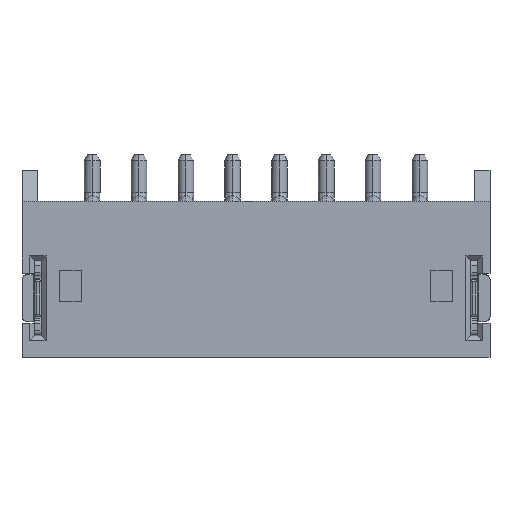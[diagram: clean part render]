
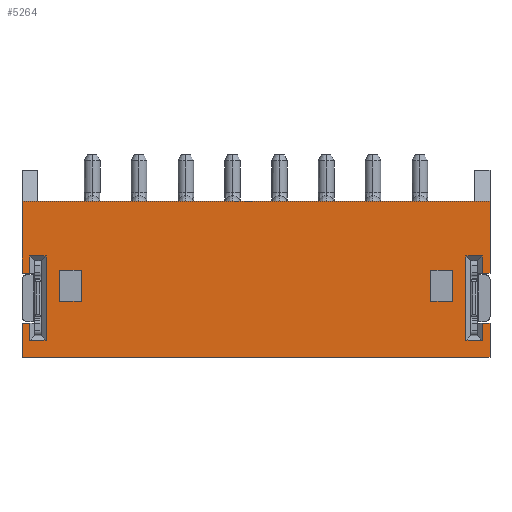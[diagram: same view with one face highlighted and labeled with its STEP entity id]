
A CAD part, front view. The second image highlights one B-rep face of the part: STEP entity #5264.
In plain terms, the highlighted planar face has unit normal (0, -1, 0).
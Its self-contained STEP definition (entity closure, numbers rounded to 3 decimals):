
#2057=CARTESIAN_POINT('',(7.25,-1.85,-1.9));
#2058=VERTEX_POINT('',#2057);
#2065=CARTESIAN_POINT('',(7.5,-1.85,-1.9));
#2066=VERTEX_POINT('',#2065);
#2067=CARTESIAN_POINT('',(7.25,-1.85,-1.9));
#2068=DIRECTION('',(1.,0.,0.));
#2069=VECTOR('',#2068,0.25);
#2070=LINE('',#2067,#2069);
#2071=EDGE_CURVE('',#2058,#2066,#2070,.T.);
#2105=CARTESIAN_POINT('',(-7.5,-1.85,-1.9));
#2106=VERTEX_POINT('',#2105);
#2113=CARTESIAN_POINT('',(-7.25,-1.85,-1.9));
#2114=VERTEX_POINT('',#2113);
#2115=CARTESIAN_POINT('',(-7.5,-1.85,-1.9));
#2116=DIRECTION('',(1.,0.,0.));
#2117=VECTOR('',#2116,0.25);
#2118=LINE('',#2115,#2117);
#2119=EDGE_CURVE('',#2106,#2114,#2118,.T.);
#3771=CARTESIAN_POINT('',(7.5,-1.85,-0.3));
#3772=VERTEX_POINT('',#3771);
#3779=CARTESIAN_POINT('',(7.25,-1.85,-0.3));
#3780=VERTEX_POINT('',#3779);
#3781=CARTESIAN_POINT('',(7.5,-1.85,-0.3));
#3782=DIRECTION('',(-1.,0.,0.));
#3783=VECTOR('',#3782,0.25);
#3784=LINE('',#3781,#3783);
#3785=EDGE_CURVE('',#3772,#3780,#3784,.T.);
#3844=CARTESIAN_POINT('',(-7.25,-1.85,-0.3));
#3845=VERTEX_POINT('',#3844);
#3852=CARTESIAN_POINT('',(-7.5,-1.85,-0.3));
#3853=VERTEX_POINT('',#3852);
#3854=CARTESIAN_POINT('',(-7.25,-1.85,-0.3));
#3855=DIRECTION('',(-1.,0.,0.));
#3856=VECTOR('',#3855,0.25);
#3857=LINE('',#3854,#3856);
#3858=EDGE_CURVE('',#3845,#3853,#3857,.T.);
#4011=CARTESIAN_POINT('',(7.5,-1.85,-3.));
#4012=VERTEX_POINT('',#4011);
#4013=CARTESIAN_POINT('',(7.5,-1.85,-1.9));
#4014=DIRECTION('',(0.,0.,-1.));
#4015=VECTOR('',#4014,1.1);
#4016=LINE('',#4013,#4015);
#4017=EDGE_CURVE('',#2066,#4012,#4016,.T.);
#4033=CARTESIAN_POINT('',(-7.5,-1.85,-3.));
#4034=VERTEX_POINT('',#4033);
#4041=CARTESIAN_POINT('',(-7.5,-1.85,-3.));
#4042=DIRECTION('',(0.,0.,1.));
#4043=VECTOR('',#4042,1.1);
#4044=LINE('',#4041,#4043);
#4045=EDGE_CURVE('',#4034,#2106,#4044,.T.);
#4585=CARTESIAN_POINT('',(7.5,-1.85,2.));
#4586=VERTEX_POINT('',#4585);
#4587=CARTESIAN_POINT('',(7.5,-1.85,2.));
#4588=DIRECTION('',(0.,0.,-1.));
#4589=VECTOR('',#4588,2.3);
#4590=LINE('',#4587,#4589);
#4591=EDGE_CURVE('',#4586,#3772,#4590,.T.);
#4616=CARTESIAN_POINT('',(-7.5,-1.85,2.));
#4617=VERTEX_POINT('',#4616);
#4624=CARTESIAN_POINT('',(-7.5,-1.85,2.));
#4625=DIRECTION('',(1.,0.,0.));
#4626=VECTOR('',#4625,15.);
#4627=LINE('',#4624,#4626);
#4628=EDGE_CURVE('',#4617,#4586,#4627,.T.);
#4644=CARTESIAN_POINT('',(-7.5,-1.85,-0.3));
#4645=DIRECTION('',(0.,0.,1.));
#4646=VECTOR('',#4645,2.3);
#4647=LINE('',#4644,#4646);
#4648=EDGE_CURVE('',#3853,#4617,#4647,.T.);
#4658=CARTESIAN_POINT('',(-7.25,-1.85,0.25));
#4659=VERTEX_POINT('',#4658);
#4660=CARTESIAN_POINT('',(-7.25,-1.85,0.25));
#4661=DIRECTION('',(0.,0.,-1.));
#4662=VECTOR('',#4661,0.55);
#4663=LINE('',#4660,#4662);
#4664=EDGE_CURVE('',#4659,#3845,#4663,.T.);
#4691=CARTESIAN_POINT('',(-6.73,-1.85,0.25));
#4692=VERTEX_POINT('',#4691);
#4699=CARTESIAN_POINT('',(-6.73,-1.85,0.25));
#4700=DIRECTION('',(-1.,0.,0.));
#4701=VECTOR('',#4700,0.52);
#4702=LINE('',#4699,#4701);
#4703=EDGE_CURVE('',#4692,#4659,#4702,.T.);
#4722=CARTESIAN_POINT('',(-6.73,-1.85,-2.45));
#4723=VERTEX_POINT('',#4722);
#4730=CARTESIAN_POINT('',(-6.73,-1.85,-2.45));
#4731=DIRECTION('',(0.,0.,1.));
#4732=VECTOR('',#4731,2.7);
#4733=LINE('',#4730,#4732);
#4734=EDGE_CURVE('',#4723,#4692,#4733,.T.);
#4753=CARTESIAN_POINT('',(-7.25,-1.85,-2.45));
#4754=VERTEX_POINT('',#4753);
#4761=CARTESIAN_POINT('',(-7.25,-1.85,-2.45));
#4762=DIRECTION('',(1.,0.,0.));
#4763=VECTOR('',#4762,0.52);
#4764=LINE('',#4761,#4763);
#4765=EDGE_CURVE('',#4754,#4723,#4764,.T.);
#4789=CARTESIAN_POINT('',(-7.25,-1.85,-1.9));
#4790=DIRECTION('',(0.,0.,-1.));
#4791=VECTOR('',#4790,0.55);
#4792=LINE('',#4789,#4791);
#4793=EDGE_CURVE('',#2114,#4754,#4792,.T.);
#4817=CARTESIAN_POINT('',(7.5,-1.85,-3.));
#4818=DIRECTION('',(-1.,0.,0.));
#4819=VECTOR('',#4818,15.);
#4820=LINE('',#4817,#4819);
#4821=EDGE_CURVE('',#4012,#4034,#4820,.T.);
#4857=CARTESIAN_POINT('',(7.25,-1.85,-2.45));
#4858=VERTEX_POINT('',#4857);
#4859=CARTESIAN_POINT('',(7.25,-1.85,-2.45));
#4860=DIRECTION('',(0.,0.,1.));
#4861=VECTOR('',#4860,0.55);
#4862=LINE('',#4859,#4861);
#4863=EDGE_CURVE('',#4858,#2058,#4862,.T.);
#4890=CARTESIAN_POINT('',(6.73,-1.85,-2.45));
#4891=VERTEX_POINT('',#4890);
#4898=CARTESIAN_POINT('',(6.73,-1.85,-2.45));
#4899=DIRECTION('',(1.,0.,0.));
#4900=VECTOR('',#4899,0.52);
#4901=LINE('',#4898,#4900);
#4902=EDGE_CURVE('',#4891,#4858,#4901,.T.);
#4921=CARTESIAN_POINT('',(6.73,-1.85,0.25));
#4922=VERTEX_POINT('',#4921);
#4929=CARTESIAN_POINT('',(6.73,-1.85,0.25));
#4930=DIRECTION('',(0.,0.,-1.));
#4931=VECTOR('',#4930,2.7);
#4932=LINE('',#4929,#4931);
#4933=EDGE_CURVE('',#4922,#4891,#4932,.T.);
#4952=CARTESIAN_POINT('',(7.25,-1.85,0.25));
#4953=VERTEX_POINT('',#4952);
#4960=CARTESIAN_POINT('',(7.25,-1.85,0.25));
#4961=DIRECTION('',(-1.,0.,0.));
#4962=VECTOR('',#4961,0.52);
#4963=LINE('',#4960,#4962);
#4964=EDGE_CURVE('',#4953,#4922,#4963,.T.);
#4981=CARTESIAN_POINT('',(7.25,-1.85,-0.3));
#4982=DIRECTION('',(0.,0.,1.));
#4983=VECTOR('',#4982,0.55);
#4984=LINE('',#4981,#4983);
#4985=EDGE_CURVE('',#3780,#4953,#4984,.T.);
#4996=CARTESIAN_POINT('',(-5.6,-1.85,-0.2));
#4997=VERTEX_POINT('',#4996);
#4998=CARTESIAN_POINT('',(-6.3,-1.85,-0.2));
#4999=VERTEX_POINT('',#4998);
#5000=CARTESIAN_POINT('',(-5.6,-1.85,-0.2));
#5001=DIRECTION('',(-1.,0.,0.));
#5002=VECTOR('',#5001,0.7);
#5003=LINE('',#5000,#5002);
#5004=EDGE_CURVE('',#4997,#4999,#5003,.T.);
#5027=CARTESIAN_POINT('',(-5.6,-1.85,-1.2));
#5028=VERTEX_POINT('',#5027);
#5029=CARTESIAN_POINT('',(-5.6,-1.85,-1.2));
#5030=DIRECTION('',(0.,0.,1.));
#5031=VECTOR('',#5030,1.);
#5032=LINE('',#5029,#5031);
#5033=EDGE_CURVE('',#5028,#4997,#5032,.T.);
#5051=CARTESIAN_POINT('',(-6.3,-1.85,-1.2));
#5052=VERTEX_POINT('',#5051);
#5053=CARTESIAN_POINT('',(-6.3,-1.85,-1.2));
#5054=DIRECTION('',(1.,0.,0.));
#5055=VECTOR('',#5054,0.7);
#5056=LINE('',#5053,#5055);
#5057=EDGE_CURVE('',#5052,#5028,#5056,.T.);
#5099=CARTESIAN_POINT('',(-6.3,-1.85,-0.2));
#5100=DIRECTION('',(0.,0.,-1.));
#5101=VECTOR('',#5100,1.);
#5102=LINE('',#5099,#5101);
#5103=EDGE_CURVE('',#4999,#5052,#5102,.T.);
#5113=CARTESIAN_POINT('',(6.3,-1.85,-0.2));
#5114=VERTEX_POINT('',#5113);
#5115=CARTESIAN_POINT('',(5.6,-1.85,-0.2));
#5116=VERTEX_POINT('',#5115);
#5117=CARTESIAN_POINT('',(6.3,-1.85,-0.2));
#5118=DIRECTION('',(-1.,0.,0.));
#5119=VECTOR('',#5118,0.7);
#5120=LINE('',#5117,#5119);
#5121=EDGE_CURVE('',#5114,#5116,#5120,.T.);
#5163=CARTESIAN_POINT('',(6.3,-1.85,-1.2));
#5164=VERTEX_POINT('',#5163);
#5171=CARTESIAN_POINT('',(6.3,-1.85,-1.2));
#5172=DIRECTION('',(0.,0.,1.));
#5173=VECTOR('',#5172,1.);
#5174=LINE('',#5171,#5173);
#5175=EDGE_CURVE('',#5164,#5114,#5174,.T.);
#5189=CARTESIAN_POINT('',(5.6,-1.85,-1.2));
#5190=VERTEX_POINT('',#5189);
#5191=CARTESIAN_POINT('',(5.6,-1.85,-1.2));
#5192=DIRECTION('',(1.,0.,0.));
#5193=VECTOR('',#5192,0.7);
#5194=LINE('',#5191,#5193);
#5195=EDGE_CURVE('',#5190,#5164,#5194,.T.);
#5213=CARTESIAN_POINT('',(5.6,-1.85,-0.2));
#5214=DIRECTION('',(0.,0.,-1.));
#5215=VECTOR('',#5214,1.);
#5216=LINE('',#5213,#5215);
#5217=EDGE_CURVE('',#5116,#5190,#5216,.T.);
#5225=CARTESIAN_POINT('',(-7.5,-1.85,2.));
#5226=DIRECTION('',(0.,0.,-1.));
#5227=DIRECTION('',(0.,-1.,0.));
#5228=AXIS2_PLACEMENT_3D('',#5225,#5227,#5226);
#5229=PLANE('',#5228);
#5230=ORIENTED_EDGE('',*,*,#4964,.F.);
#5231=ORIENTED_EDGE('',*,*,#4985,.F.);
#5232=ORIENTED_EDGE('',*,*,#3785,.F.);
#5233=ORIENTED_EDGE('',*,*,#4591,.F.);
#5234=ORIENTED_EDGE('',*,*,#4628,.F.);
#5235=ORIENTED_EDGE('',*,*,#4648,.F.);
#5236=ORIENTED_EDGE('',*,*,#3858,.F.);
#5237=ORIENTED_EDGE('',*,*,#4664,.F.);
#5238=ORIENTED_EDGE('',*,*,#4703,.F.);
#5239=ORIENTED_EDGE('',*,*,#4734,.F.);
#5240=ORIENTED_EDGE('',*,*,#4765,.F.);
#5241=ORIENTED_EDGE('',*,*,#4793,.F.);
#5242=ORIENTED_EDGE('',*,*,#2119,.F.);
#5243=ORIENTED_EDGE('',*,*,#4045,.F.);
#5244=ORIENTED_EDGE('',*,*,#4821,.F.);
#5245=ORIENTED_EDGE('',*,*,#4017,.F.);
#5246=ORIENTED_EDGE('',*,*,#2071,.F.);
#5247=ORIENTED_EDGE('',*,*,#4863,.F.);
#5248=ORIENTED_EDGE('',*,*,#4902,.F.);
#5249=ORIENTED_EDGE('',*,*,#4933,.F.);
#5250=EDGE_LOOP('',(#5230,#5231,#5232,#5233,#5234,#5235,#5236,#5237,#5238,#5239,#5240,#5241,#5242,#5243,#5244,#5245,#5246,#5247,#5248,#5249));
#5251=FACE_OUTER_BOUND('',#5250,.T.);
#5252=ORIENTED_EDGE('',*,*,#5195,.F.);
#5253=ORIENTED_EDGE('',*,*,#5217,.F.);
#5254=ORIENTED_EDGE('',*,*,#5121,.F.);
#5255=ORIENTED_EDGE('',*,*,#5175,.F.);
#5256=EDGE_LOOP('',(#5252,#5253,#5254,#5255));
#5257=FACE_BOUND('',#5256,.T.);
#5258=ORIENTED_EDGE('',*,*,#5057,.F.);
#5259=ORIENTED_EDGE('',*,*,#5103,.F.);
#5260=ORIENTED_EDGE('',*,*,#5004,.F.);
#5261=ORIENTED_EDGE('',*,*,#5033,.F.);
#5262=EDGE_LOOP('',(#5258,#5259,#5260,#5261));
#5263=FACE_BOUND('',#5262,.T.);
#5264=ADVANCED_FACE('',(#5251,#5257,#5263),#5229,.T.);
